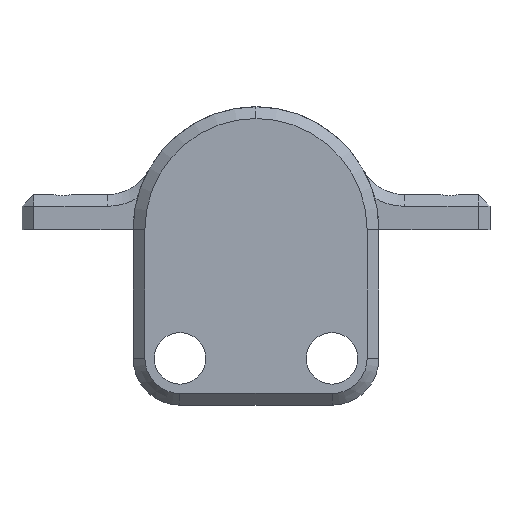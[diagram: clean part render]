
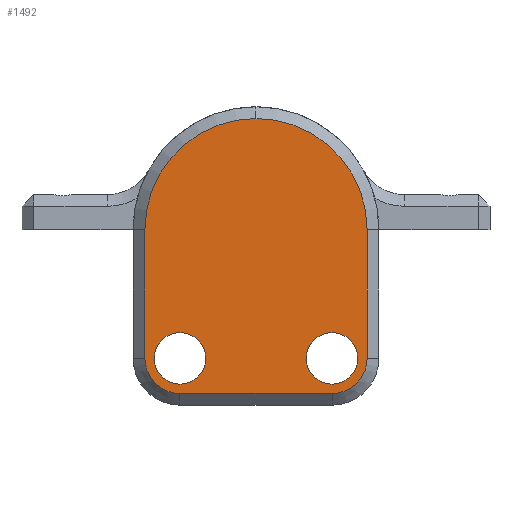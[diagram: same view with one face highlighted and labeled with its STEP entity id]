
A CAD part, front view. The second image highlights one B-rep face of the part: STEP entity #1492.
In plain terms, the highlighted planar face has unit normal (0, -1, 0).
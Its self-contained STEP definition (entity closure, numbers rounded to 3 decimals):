
#65 = DIRECTION ( 'NONE',  ( 0., 0., -1. ) ) ;
#91 = EDGE_CURVE ( 'NONE', #1088, #442, #1306, .T. ) ;
#107 = CARTESIAN_POINT ( 'NONE',  ( 6.5, -4.575, -14. ) ) ;
#112 = CARTESIAN_POINT ( 'NONE',  ( -9.5, -4.575, 0. ) ) ;
#146 = CIRCLE ( 'NONE', #1730, 3. ) ;
#149 = ORIENTED_EDGE ( 'NONE', *, *, #1439, .T. ) ;
#203 = DIRECTION ( 'NONE',  ( 0., 0., -1. ) ) ;
#227 = CARTESIAN_POINT ( 'NONE',  ( 6.5, -4.575, -11. ) ) ;
#231 = EDGE_LOOP ( 'NONE', ( #1782, #1802 ) ) ;
#247 = VECTOR ( 'NONE', #727, 1000. ) ;
#291 = CARTESIAN_POINT ( 'NONE',  ( -6.5, -4.575, -11. ) ) ;
#335 = CIRCLE ( 'NONE', #1643, 2.2 ) ;
#342 = CARTESIAN_POINT ( 'NONE',  ( -6.5, -4.575, -11. ) ) ;
#366 = CARTESIAN_POINT ( 'NONE',  ( 6.5, -4.575, -11. ) ) ;
#367 = CIRCLE ( 'NONE', #675, 3. ) ;
#373 = CARTESIAN_POINT ( 'NONE',  ( -9.5, -4.575, -11. ) ) ;
#378 = VERTEX_POINT ( 'NONE', #397 ) ;
#397 = CARTESIAN_POINT ( 'NONE',  ( 6.5, -4.575, -13.2 ) ) ;
#410 = ORIENTED_EDGE ( 'NONE', *, *, #1482, .T. ) ;
#442 = VERTEX_POINT ( 'NONE', #968 ) ;
#465 = DIRECTION ( 'NONE',  ( 0., -1., 0. ) ) ;
#481 = DIRECTION ( 'NONE',  ( 1., 0., 0. ) ) ;
#502 = FACE_OUTER_BOUND ( 'NONE', #1323, .T. ) ;
#504 = CARTESIAN_POINT ( 'NONE',  ( 9.5, -4.575, 0. ) ) ;
#512 = FACE_BOUND ( 'NONE', #980, .T. ) ;
#562 = CARTESIAN_POINT ( 'NONE',  ( 0., -4.575, 0. ) ) ;
#583 = ORIENTED_EDGE ( 'NONE', *, *, #908, .F. ) ;
#611 = DIRECTION ( 'NONE',  ( 0., 0., -1. ) ) ;
#620 = DIRECTION ( 'NONE',  ( 0., 0., -1. ) ) ;
#626 = CARTESIAN_POINT ( 'NONE',  ( 6.5, -4.575, -8.8 ) ) ;
#640 = AXIS2_PLACEMENT_3D ( 'NONE', #1835, #1381, #970 ) ;
#651 = CARTESIAN_POINT ( 'NONE',  ( 6.5, -4.575, -11. ) ) ;
#675 = AXIS2_PLACEMENT_3D ( 'NONE', #227, #1140, #799 ) ;
#720 = ORIENTED_EDGE ( 'NONE', *, *, #1179, .F. ) ;
#727 = DIRECTION ( 'NONE',  ( 0., 0., 1. ) ) ;
#734 = DIRECTION ( 'NONE',  ( 0., -1., 0. ) ) ;
#745 = CARTESIAN_POINT ( 'NONE',  ( 9.5, -4.575, 0. ) ) ;
#787 = CARTESIAN_POINT ( 'NONE',  ( 0., -4.575, 0. ) ) ;
#794 = AXIS2_PLACEMENT_3D ( 'NONE', #787, #1421, #65 ) ;
#799 = DIRECTION ( 'NONE',  ( 0., 0., -1. ) ) ;
#804 = VERTEX_POINT ( 'NONE', #1259 ) ;
#806 = DIRECTION ( 'NONE',  ( 0., 0., -1. ) ) ;
#821 = CARTESIAN_POINT ( 'NONE',  ( -6.5, -4.575, -14. ) ) ;
#834 = PLANE ( 'NONE',  #794 ) ;
#839 = ORIENTED_EDGE ( 'NONE', *, *, #91, .T. ) ;
#853 = AXIS2_PLACEMENT_3D ( 'NONE', #651, #1693, #1539 ) ;
#859 = DIRECTION ( 'NONE',  ( 0., 0., -1. ) ) ;
#887 = CIRCLE ( 'NONE', #1760, 2.2 ) ;
#891 = CARTESIAN_POINT ( 'NONE',  ( 6.5, -4.575, -14. ) ) ;
#898 = EDGE_CURVE ( 'NONE', #1461, #1017, #146, .T. ) ;
#908 = EDGE_CURVE ( 'NONE', #1186, #804, #1849, .T. ) ;
#935 = FACE_BOUND ( 'NONE', #231, .T. ) ;
#949 = VECTOR ( 'NONE', #481, 1000. ) ;
#968 = CARTESIAN_POINT ( 'NONE',  ( 0., -4.575, 9.5 ) ) ;
#970 = DIRECTION ( 'NONE',  ( 0., 0., -1. ) ) ;
#980 = EDGE_LOOP ( 'NONE', ( #583, #720 ) ) ;
#1000 = CARTESIAN_POINT ( 'NONE',  ( -9.5, -4.575, -11. ) ) ;
#1017 = VERTEX_POINT ( 'NONE', #821 ) ;
#1050 = LINE ( 'NONE', #745, #247 ) ;
#1052 = EDGE_CURVE ( 'NONE', #442, #1174, #1343, .T. ) ;
#1057 = CARTESIAN_POINT ( 'NONE',  ( -6.5, -4.575, -11. ) ) ;
#1066 = EDGE_CURVE ( 'NONE', #378, #1302, #1223, .T. ) ;
#1069 = DIRECTION ( 'NONE',  ( 0., -1., 0. ) ) ;
#1074 = LINE ( 'NONE', #891, #949 ) ;
#1077 = ORIENTED_EDGE ( 'NONE', *, *, #1052, .T. ) ;
#1088 = VERTEX_POINT ( 'NONE', #504 ) ;
#1097 = ORIENTED_EDGE ( 'NONE', *, *, #1561, .T. ) ;
#1140 = DIRECTION ( 'NONE',  ( 0., -1., 0. ) ) ;
#1144 = DIRECTION ( 'NONE',  ( 0., 0., -1. ) ) ;
#1174 = VERTEX_POINT ( 'NONE', #112 ) ;
#1179 = EDGE_CURVE ( 'NONE', #804, #1186, #887, .T. ) ;
#1186 = VERTEX_POINT ( 'NONE', #1319 ) ;
#1223 = CIRCLE ( 'NONE', #853, 2.2 ) ;
#1234 = LINE ( 'NONE', #1000, #1497 ) ;
#1259 = CARTESIAN_POINT ( 'NONE',  ( -6.5, -4.575, -8.8 ) ) ;
#1302 = VERTEX_POINT ( 'NONE', #626 ) ;
#1306 = CIRCLE ( 'NONE', #1431, 9.5 ) ;
#1310 = AXIS2_PLACEMENT_3D ( 'NONE', #1057, #1796, #620 ) ;
#1318 = EDGE_CURVE ( 'NONE', #1017, #1505, #1074, .T. ) ;
#1319 = CARTESIAN_POINT ( 'NONE',  ( -6.5, -4.575, -13.2 ) ) ;
#1323 = EDGE_LOOP ( 'NONE', ( #1695, #1786, #410, #1097, #839, #1077, #149 ) ) ;
#1343 = CIRCLE ( 'NONE', #640, 9.5 ) ;
#1381 = DIRECTION ( 'NONE',  ( 0., -1., 0. ) ) ;
#1421 = DIRECTION ( 'NONE',  ( 0., -1., 0. ) ) ;
#1431 = AXIS2_PLACEMENT_3D ( 'NONE', #562, #1451, #859 ) ;
#1439 = EDGE_CURVE ( 'NONE', #1174, #1461, #1234, .T. ) ;
#1451 = DIRECTION ( 'NONE',  ( 0., -1., 0. ) ) ;
#1461 = VERTEX_POINT ( 'NONE', #373 ) ;
#1482 = EDGE_CURVE ( 'NONE', #1505, #1827, #367, .T. ) ;
#1492 = ADVANCED_FACE ( 'NONE', ( #502, #512, #935 ), #834, .T. ) ;
#1497 = VECTOR ( 'NONE', #203, 1000. ) ;
#1505 = VERTEX_POINT ( 'NONE', #107 ) ;
#1539 = DIRECTION ( 'NONE',  ( 0., 0., -1. ) ) ;
#1561 = EDGE_CURVE ( 'NONE', #1827, #1088, #1050, .T. ) ;
#1643 = AXIS2_PLACEMENT_3D ( 'NONE', #366, #1069, #806 ) ;
#1693 = DIRECTION ( 'NONE',  ( 0., -1., 0. ) ) ;
#1695 = ORIENTED_EDGE ( 'NONE', *, *, #898, .T. ) ;
#1730 = AXIS2_PLACEMENT_3D ( 'NONE', #342, #465, #611 ) ;
#1760 = AXIS2_PLACEMENT_3D ( 'NONE', #291, #734, #1144 ) ;
#1770 = CARTESIAN_POINT ( 'NONE',  ( 9.5, -4.575, -11. ) ) ;
#1782 = ORIENTED_EDGE ( 'NONE', *, *, #1066, .F. ) ;
#1783 = EDGE_CURVE ( 'NONE', #1302, #378, #335, .T. ) ;
#1786 = ORIENTED_EDGE ( 'NONE', *, *, #1318, .T. ) ;
#1796 = DIRECTION ( 'NONE',  ( 0., -1., 0. ) ) ;
#1802 = ORIENTED_EDGE ( 'NONE', *, *, #1783, .F. ) ;
#1827 = VERTEX_POINT ( 'NONE', #1770 ) ;
#1835 = CARTESIAN_POINT ( 'NONE',  ( 0., -4.575, 0. ) ) ;
#1849 = CIRCLE ( 'NONE', #1310, 2.2 ) ;
